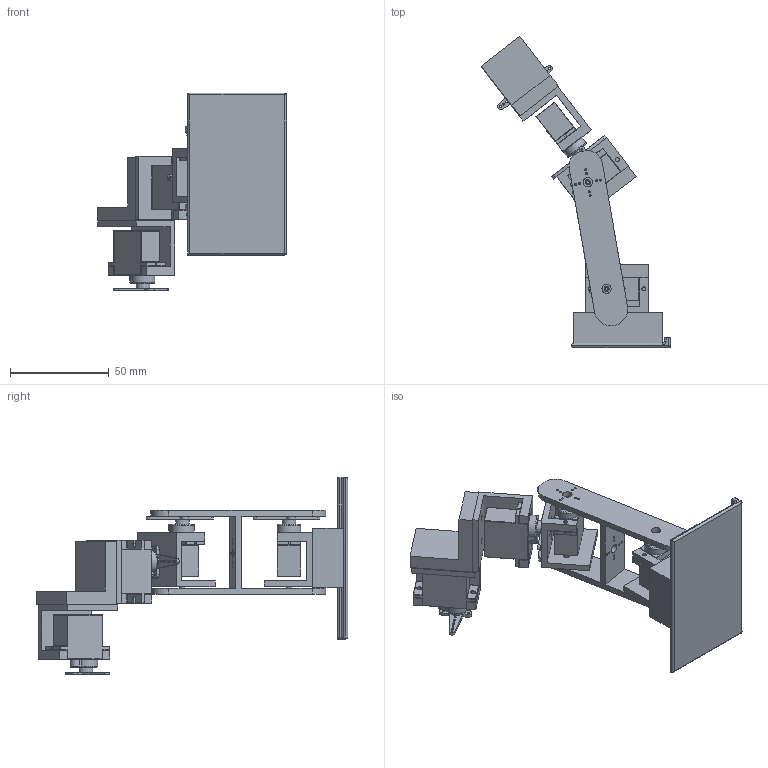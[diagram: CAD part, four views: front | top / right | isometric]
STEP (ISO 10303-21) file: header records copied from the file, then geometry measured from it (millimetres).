
FILE_DESCRIPTION(/* description */ ('STEP AP242','CAx-IF Rec.Pracs.---Representation and Presentation of Product Manufacturing Information (PMI)---4.0---2014-10-13','CAx-IF Rec.Pracs.---3D Tessellated Geometry---0.4---2014-09-14','2;1'),/* implementation_level */ '2;1');
FILE_NAME(/* name */ '6650c626cd1f3469962c14e7',/* time_stamp */ '2024-05-24T16:53:59Z',/* author */ (''),/* organization */ (''),/* preprocessor_version */ 'ST-DEVELOPER v20',/* originating_system */ ' ',/* authorisation */ ' ');
FILE_SCHEMA (('AP242_MANAGED_MODEL_BASED_3D_ENGINEERING_MIM_LF { 1 0 10303 442 1 1 4 }'));
Length unit declared in the file: metre
Products named in the file (8): Leg ass; Tower pro micro servo SG90 HORN; ServoMotor; Body_Bracket; Part 1; Head_Bracket
Assembly tree (15 placements, depth 2):
  Leg ass
    Tower pro micro servo SG90 HORN  x4
    ServoMotor  x4
    Body_Bracket  x3
    Body_Bracket
    Part 1
    Head_Bracket
    Part 1
Bounding box: 95.68 x 157.62 x 100.21 mm (x, y, z)
Volume: 100154.9 mm3; surface area: 54174.6 mm2
Topology: 15 solids, 15 shells, 878 faces, 2171 edges, 1245 vertices
Faces by surface type: cylinder 454, plane 260, sphere 82, torus 58, bspline 24
Full cylindrical faces by diameter (mm): 1 x108, 1.5 x4, 2 x8, 2.5 x2, 2.55 x4, 2.6 x1, 2.8 x4, 3 x8, 3.013 x1, 4.5 x4, 4.6 x4, 4.7 x10, 6.9 x4
Entity records: 10305 total; most frequent: DIRECTION 1622, CARTESIAN_POINT 1584, ORIENTED_EDGE 1342, EDGE_CURVE 671, AXIS2_PLACEMENT_3D 643, EDGE_LOOP 504, FACE_BOUND 504, VERTEX_POINT 451
